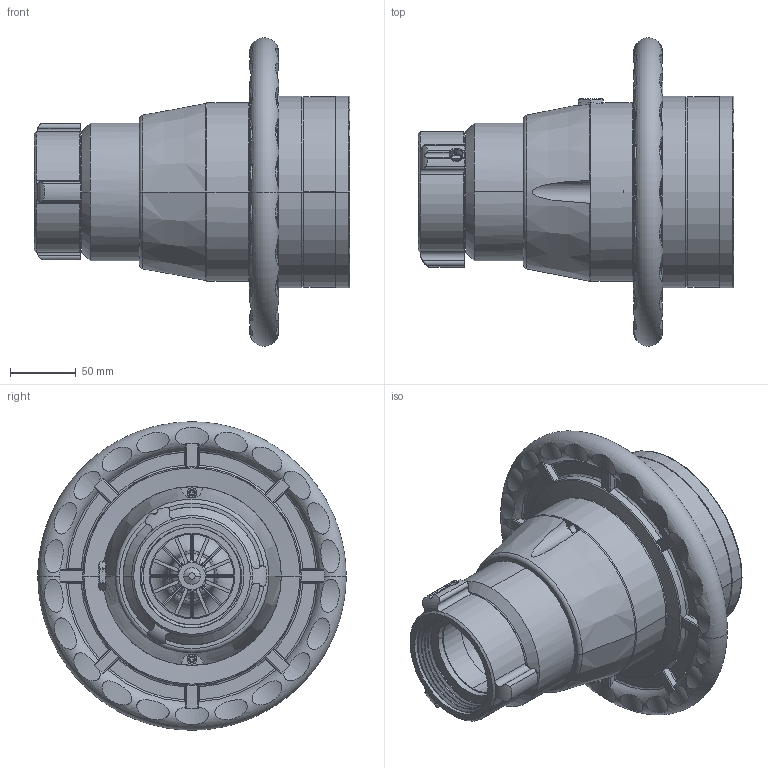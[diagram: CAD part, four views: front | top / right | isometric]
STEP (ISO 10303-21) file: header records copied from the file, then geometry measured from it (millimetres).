
FILE_DESCRIPTION((''),'2;1');
FILE_NAME('5160_2_5_08','2012-04-09T',('sobri'),(''),'PRO/ENGINEER BY PARAMETRIC TECHNOLOGY CORPORATION, 2011180','PRO/ENGINEER BY PARAMETRIC TECHNOLOGY CORPORATION, 2011180','');
FILE_SCHEMA(('CONFIG_CONTROL_DESIGN'));
Length unit declared in the file: inch
Products named in the file (1): 5160_2_5_08
Bounding box: 240.7 x 234.87 x 234.85 mm (x, y, z)
Surface area: 378112.6 mm2 (no closed solid volume)
Topology: 0 solids, 34 shells, 737 faces, 2150 edges, 1428 vertices
Faces by surface type: cylinder 337, plane 191, torus 136, cone 58, bspline 15
Entity records: 32005 total; most frequent: CARTESIAN_POINT 13011, ORIENTED_EDGE 3916, DIRECTION 3882, EDGE_CURVE 2148, AXIS2_PLACEMENT_3D 1588, VERTEX_POINT 1428, CIRCLE 866, EDGE_LOOP 819
